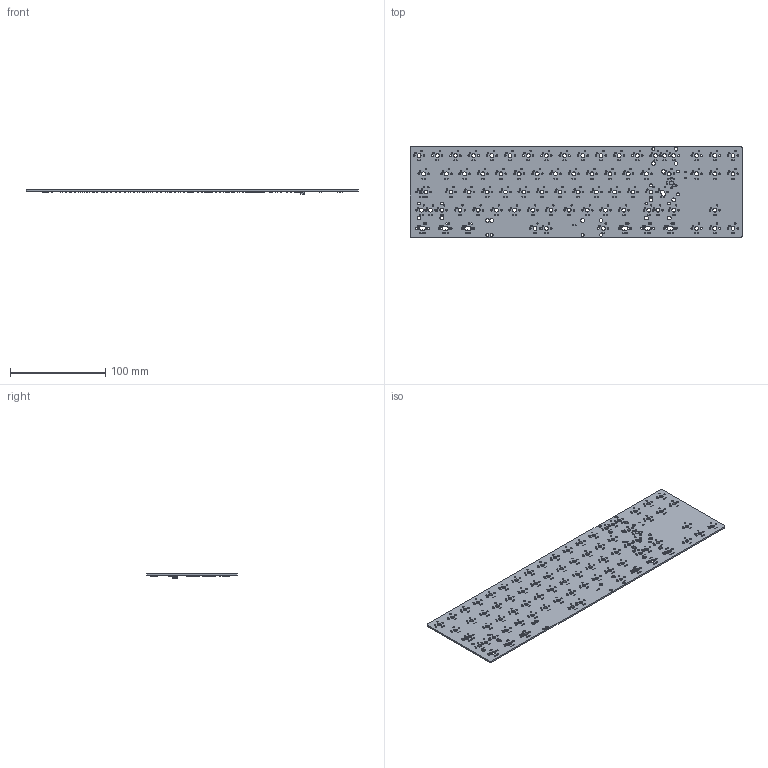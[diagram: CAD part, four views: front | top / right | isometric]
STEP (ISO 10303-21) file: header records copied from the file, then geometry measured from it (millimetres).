
FILE_DESCRIPTION(('KiCad electronic assembly'),'2;1');
FILE_NAME('crin_pcb.step','2022-10-05T20:05:36',('Pcbnew'),('Kicad'), 'Open CASCADE STEP processor 7.6','KiCad to STEP converter','Unknown' );
FILE_SCHEMA(('AUTOMOTIVE_DESIGN { 1 0 10303 214 1 1 1 1 }'));
Length unit declared in the file: millimetre
Products named in the file (24): crin_pcb 1; SW_SPDT_PCM12; SOLID; SOT-23; C_0603_1608Metric; D_SOD-123F; R_0603_1608Metric; SOT-23-6; SOT-23-5; LQFP-48_7x7mm_P0.5mm; Fuse_1206_3216Metric; SW_SPST_TL3342; SM04B-SRSS-TB; crin PCB
Assembly tree (182 placements, depth 3):
  crin_pcb 1
    SW_SPDT_PCM12
      SOLID
    SOT-23
      SOLID
    C_0603_1608Metric  x9
      SOLID
    D_SOD-123F  x76
      SOLID
    R_0603_1608Metric  x77
      SOLID
    SOT-23-6
      SOLID
    SOT-23-5
      SOLID
    LQFP-48_7x7mm_P0.5mm
      SOLID
    Fuse_1206_3216Metric
      SOLID
    SW_SPST_TL3342
      SOLID
    SM04B-SRSS-TB
      SOLID
    crin PCB
Bounding box: 347.73 x 95.25 x 4.5 mm (x, y, z)
Volume: 50132.3 mm3; surface area: 71471.5 mm2
Topology: 172 solids, 173 shells, 6538 faces, 16567 edges, 10495 vertices
Faces by surface type: bspline 5828, cylinder 682, plane 28
Full cylindrical faces by diameter (mm): 0.3 x12, 0.9 x2, 1.04 x161, 1.47 x171, 1.75 x145, 3.048 x12, 3.988 x84
Entity records: 164033 total; most frequent: CARTESIAN_POINT 51495, ORIENTED_EDGE 12646, PCURVE 12646, DEFINITIONAL_REPRESENTATION 12646, B_SPLINE_CURVE_WITH_KNOTS 11499, DIRECTION 9404, EDGE_CURVE 6323, SURFACE_CURVE 5729
